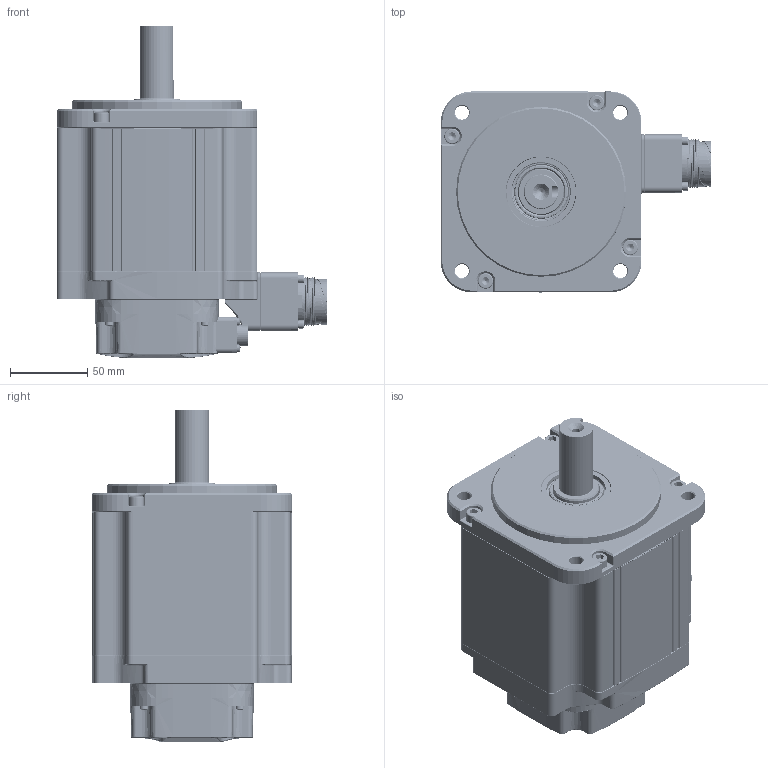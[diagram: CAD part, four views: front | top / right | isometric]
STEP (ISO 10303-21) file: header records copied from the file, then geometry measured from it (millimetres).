
FILE_DESCRIPTION (( 'STEP AP203' ), '1' );
FILE_NAME ('EM3G18D-100001A（永磁交流伺服电机）.STEP', '2021-02-25T07:20:28', ( '' ), ( '' ), 'SwSTEP 2.0', 'SolidWorks 2018', '' );
FILE_SCHEMA (( 'CONFIG_CONTROL_DESIGN' ));
Products named in the file (1): EM3G18D-100001A（永磁交流伺服电机）
Bounding box: 175.2 x 130 x 215 mm (x, y, z)
Surface area: 324602.9 mm2 (no closed solid volume)
Topology: 0 solids, 53 shells, 4886 faces, 12710 edges, 7967 vertices
Faces by surface type: plane 1723, cylinder 1410, bspline 855, torus 448, cone 342, sphere 108
Entity records: 183219 total; most frequent: CARTESIAN_POINT 69681, ORIENTED_EDGE 24542, DIRECTION 22604, EDGE_CURVE 12426, AXIS2_PLACEMENT_3D 8574, VERTEX_POINT 7901, LINE 5456, VECTOR 5456
